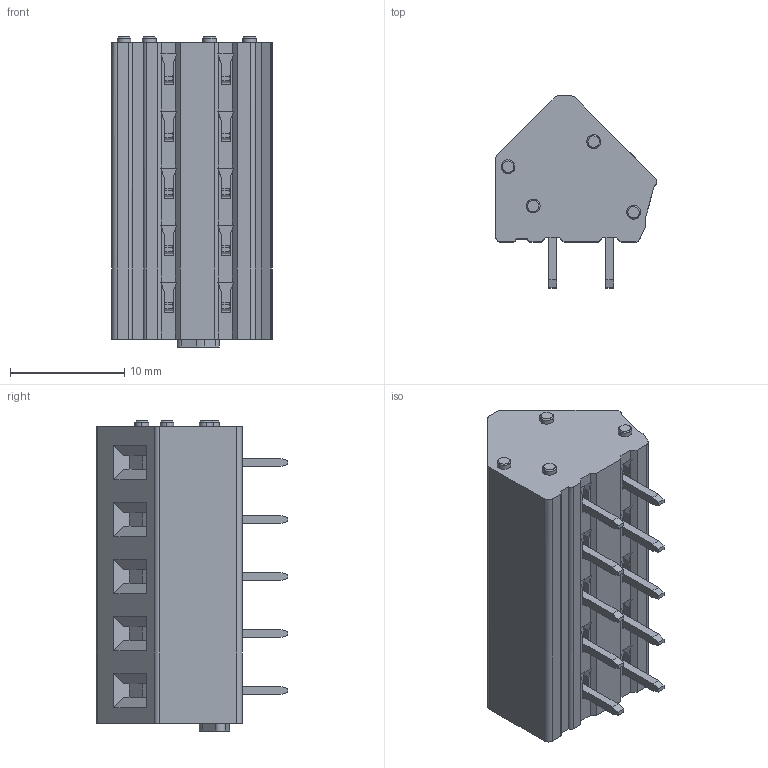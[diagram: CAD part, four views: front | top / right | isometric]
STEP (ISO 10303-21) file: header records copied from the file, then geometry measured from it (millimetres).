
FILE_DESCRIPTION( ('This file contains a STEP AP42 implementation' ,'as created by ZW3D STEP Interface translator.') ,'2;1' );
FILE_NAME( 'WJ245-5.0-05P.stp' ,'23 531.155257', (''), ('ZWCAD Software Co.'), 'Version 1.0', 'ZW3D to STEP translator', '' );
FILE_SCHEMA(('AUTOMOTIVE_DESIGN'));
Length unit declared in the file: millimetre
Products named in the file (2): 0; WJ245-500-03P
Bounding box: 14.1 x 16.8 x 27.2 mm (x, y, z)
Volume: 3022.9 mm3; surface area: 2761.2 mm2
Topology: 1 solids, 1 shells, 534 faces, 1456 edges, 949 vertices
Faces by surface type: bspline 534
Entity records: 17108 total; most frequent: CARTESIAN_POINT 8037, ORIENTED_EDGE 2908, EDGE_CURVE 1454, B_SPLINE_CURVE_WITH_KNOTS 1142, VERTEX_POINT 949, EDGE_LOOP 577, FACE_OUTER_BOUND 534, ADVANCED_FACE 534
